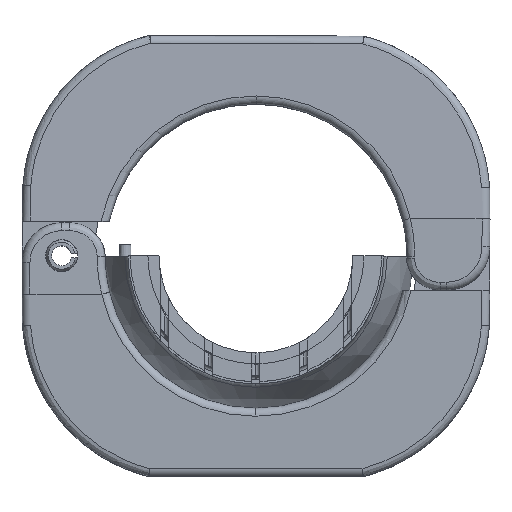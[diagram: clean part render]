
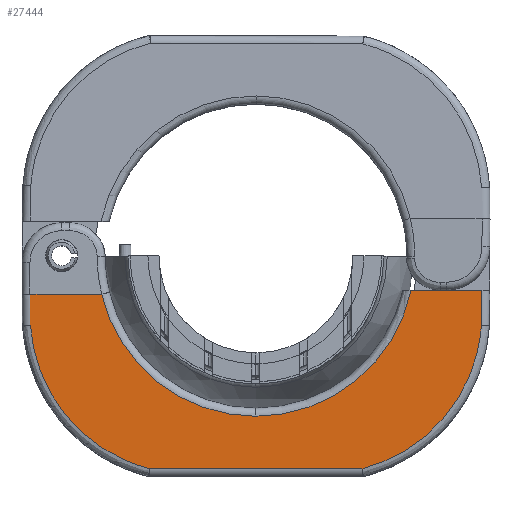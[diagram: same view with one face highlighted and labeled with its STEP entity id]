
A CAD part, top view. The second image highlights one B-rep face of the part: STEP entity #27444.
In plain terms, the highlighted planar face has unit normal (0, -0.018, 1).
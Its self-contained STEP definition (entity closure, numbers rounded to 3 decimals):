
#4 = CARTESIAN_POINT ( 'NONE',  ( -57., 46., 19. ) ) ;
#327 = EDGE_CURVE ( 'NONE', #48883, #31828, #16068, .T. ) ;
#769 = VECTOR ( 'NONE', #7820, 1000. ) ;
#845 = EDGE_CURVE ( 'NONE', #11972, #48883, #41536, .T. ) ;
#1084 = AXIS2_PLACEMENT_3D ( 'NONE', #8348, #43418, #27391 ) ;
#1875 = PLANE ( 'NONE',  #49378 ) ;
#2612 = CARTESIAN_POINT ( 'NONE',  ( -44.154, 6.363, 18.308 ) ) ;
#3118 = LINE ( 'NONE', #18611, #11161 ) ;
#3366 = LINE ( 'NONE', #19846, #5604 ) ;
#3553 = CIRCLE ( 'NONE', #1084, 39.971 ) ;
#3933 = AXIS2_PLACEMENT_3D ( 'NONE', #34330, #30784, #11513 ) ;
#4014 = CARTESIAN_POINT ( 'NONE',  ( 26.754, 1.965, 18.231 ) ) ;
#5604 = VECTOR ( 'NONE', #11775, 1000. ) ;
#6081 = EDGE_CURVE ( 'NONE', #28922, #25982, #13957, .T. ) ;
#7434 = ORIENTED_EDGE ( 'NONE', *, *, #327, .T. ) ;
#7820 = DIRECTION ( 'NONE',  ( 1., 0., 0. ) ) ;
#8348 = CARTESIAN_POINT ( 'NONE',  ( 0., 55.166, 19.16 ) ) ;
#9785 = CARTESIAN_POINT ( 'NONE',  ( 56.862, 38.049, 18.861 ) ) ;
#9984 = VERTEX_POINT ( 'NONE', #18267 ) ;
#10399 = EDGE_LOOP ( 'NONE', ( #35727, #41859, #24907, #45905, #31607, #11034, #7434, #47228, #37534, #43887 ) ) ;
#11034 = ORIENTED_EDGE ( 'NONE', *, *, #845, .T. ) ;
#11161 = VECTOR ( 'NONE', #30529, 1000. ) ;
#11398 = CARTESIAN_POINT ( 'NONE',  ( 56.862, 38.049, 18.861 ) ) ;
#11513 = DIRECTION ( 'NONE',  ( 0., -1., -0.017 ) ) ;
#11775 = DIRECTION ( 'NONE',  ( -1., 0., 0. ) ) ;
#11972 = VERTEX_POINT ( 'NONE', #41939 ) ;
#13555 = DIRECTION ( 'NONE',  ( 0., -0.017, 1. ) ) ;
#13676 = DIRECTION ( 'NONE',  ( 1., 0., 0. ) ) ;
#13957 = LINE ( 'NONE', #49008, #769 ) ;
#14392 = VECTOR ( 'NONE', #42161, 1000. ) ;
#14919 = EDGE_CURVE ( 'NONE', #9984, #44227, #27749, .T. ) ;
#16068 =( BOUNDED_CURVE ( )  B_SPLINE_CURVE ( 3, ( #45554, #33575, #2612, #38143 ),
 .UNSPECIFIED., .F., .T. ) 
 B_SPLINE_CURVE_WITH_KNOTS ( ( 4, 4 ),
 ( 1.638, 2.894 ),
 .UNSPECIFIED. ) 
 CURVE ( )  GEOMETRIC_REPRESENTATION_ITEM ( )  RATIONAL_B_SPLINE_CURVE ( ( 1., 0.873, 0.873, 1. ) ) 
 REPRESENTATION_ITEM ( '' )  );
#16225 = LINE ( 'NONE', #31696, #14392 ) ;
#17623 = DIRECTION ( 'NONE',  ( 0., -1., -0.017 ) ) ;
#18267 = CARTESIAN_POINT ( 'NONE',  ( 26.754, 1.965, 18.231 ) ) ;
#18466 = CARTESIAN_POINT ( 'NONE',  ( 26.878, 1.965, 18.231 ) ) ;
#18611 = CARTESIAN_POINT ( 'NONE',  ( 57.001, 46.035, 19.001 ) ) ;
#19846 = CARTESIAN_POINT ( 'NONE',  ( -27., 46., 19. ) ) ;
#20537 = CARTESIAN_POINT ( 'NONE',  ( 39.128, 47., 19.017 ) ) ;
#22285 = CARTESIAN_POINT ( 'NONE',  ( -26.754, 1.965, 18.231 ) ) ;
#22803 = EDGE_CURVE ( 'NONE', #27797, #31371, #3366, .T. ) ;
#23748 = EDGE_CURVE ( 'NONE', #44227, #25982, #3118, .T. ) ;
#24907 = ORIENTED_EDGE ( 'NONE', *, *, #36958, .T. ) ;
#25579 = CARTESIAN_POINT ( 'NONE',  ( -56.862, 38.049, 18.861 ) ) ;
#25969 = VECTOR ( 'NONE', #13676, 1000. ) ;
#25982 = VERTEX_POINT ( 'NONE', #42044 ) ;
#26497 = CARTESIAN_POINT ( 'NONE',  ( -56.862, 38.059, 18.861 ) ) ;
#27391 = DIRECTION ( 'NONE',  ( 0., -1., -0.017 ) ) ;
#27444 = ADVANCED_FACE ( 'NONE', ( #48100 ), #1875, .T. ) ;
#27749 =( BOUNDED_CURVE ( )  B_SPLINE_CURVE ( 3, ( #4014, #49985, #30663, #11398 ),
 .UNSPECIFIED., .F., .T. ) 
 B_SPLINE_CURVE_WITH_KNOTS ( ( 4, 4 ),
 ( 3.389, 4.645 ),
 .UNSPECIFIED. ) 
 CURVE ( )  GEOMETRIC_REPRESENTATION_ITEM ( )  RATIONAL_B_SPLINE_CURVE ( ( 1., 0.873, 0.873, 1. ) ) 
 REPRESENTATION_ITEM ( '' )  );
#27797 = VERTEX_POINT ( 'NONE', #36855 ) ;
#28468 = VERTEX_POINT ( 'NONE', #42749 ) ;
#28922 = VERTEX_POINT ( 'NONE', #20537 ) ;
#30145 = EDGE_CURVE ( 'NONE', #28922, #28468, #42789, .T. ) ;
#30529 = DIRECTION ( 'NONE',  ( 0.017, 1., 0.017 ) ) ;
#30663 = CARTESIAN_POINT ( 'NONE',  ( 55.652, 20.143, 18.549 ) ) ;
#30784 = DIRECTION ( 'NONE',  ( 0., 0.017, -1. ) ) ;
#31371 = VERTEX_POINT ( 'NONE', #4 ) ;
#31607 = ORIENTED_EDGE ( 'NONE', *, *, #43767, .T. ) ;
#31696 = CARTESIAN_POINT ( 'NONE',  ( -27., 46., 19. ) ) ;
#31828 = VERTEX_POINT ( 'NONE', #22285 ) ;
#32655 = EDGE_CURVE ( 'NONE', #31828, #9984, #33696, .T. ) ;
#33575 = CARTESIAN_POINT ( 'NONE',  ( -55.652, 20.143, 18.549 ) ) ;
#33696 = LINE ( 'NONE', #18466, #25969 ) ;
#34330 = CARTESIAN_POINT ( 'NONE',  ( 0., 55.166, 19.16 ) ) ;
#35727 = ORIENTED_EDGE ( 'NONE', *, *, #6081, .F. ) ;
#36855 = CARTESIAN_POINT ( 'NONE',  ( -38.897, 46., 19. ) ) ;
#36958 = EDGE_CURVE ( 'NONE', #28468, #27797, #3553, .T. ) ;
#37534 = ORIENTED_EDGE ( 'NONE', *, *, #14919, .T. ) ;
#38143 = CARTESIAN_POINT ( 'NONE',  ( -26.754, 1.965, 18.231 ) ) ;
#41536 = LINE ( 'NONE', #26497, #50197 ) ;
#41859 = ORIENTED_EDGE ( 'NONE', *, *, #30145, .T. ) ;
#41939 = CARTESIAN_POINT ( 'NONE',  ( -57., 46., 19. ) ) ;
#42044 = CARTESIAN_POINT ( 'NONE',  ( 57.018, 47., 19.017 ) ) ;
#42161 = DIRECTION ( 'NONE',  ( -1., 0., 0. ) ) ;
#42749 = CARTESIAN_POINT ( 'NONE',  ( 0., 15.201, 18.462 ) ) ;
#42789 = CIRCLE ( 'NONE', #3933, 39.971 ) ;
#43418 = DIRECTION ( 'NONE',  ( 0., 0.017, -1. ) ) ;
#43767 = EDGE_CURVE ( 'NONE', #31371, #11972, #16225, .T. ) ;
#43887 = ORIENTED_EDGE ( 'NONE', *, *, #23748, .T. ) ;
#44227 = VERTEX_POINT ( 'NONE', #9785 ) ;
#45554 = CARTESIAN_POINT ( 'NONE',  ( -56.862, 38.049, 18.861 ) ) ;
#45905 = ORIENTED_EDGE ( 'NONE', *, *, #22803, .T. ) ;
#47228 = ORIENTED_EDGE ( 'NONE', *, *, #32655, .T. ) ;
#48100 = FACE_OUTER_BOUND ( 'NONE', #10399, .T. ) ;
#48348 = CARTESIAN_POINT ( 'NONE',  ( -27., 46., 19. ) ) ;
#48883 = VERTEX_POINT ( 'NONE', #25579 ) ;
#49008 = CARTESIAN_POINT ( 'NONE',  ( -27., 47., 19.017 ) ) ;
#49378 = AXIS2_PLACEMENT_3D ( 'NONE', #48348, #13555, #17623 ) ;
#49985 = CARTESIAN_POINT ( 'NONE',  ( 44.154, 6.363, 18.308 ) ) ;
#50155 = DIRECTION ( 'NONE',  ( 0.017, -1., -0.017 ) ) ;
#50197 = VECTOR ( 'NONE', #50155, 1000. ) ;
